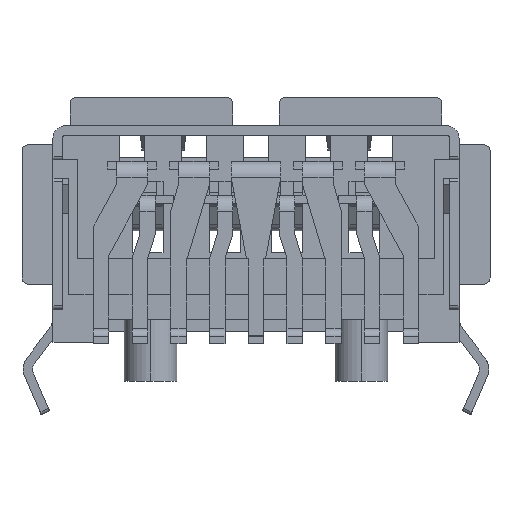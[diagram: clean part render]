
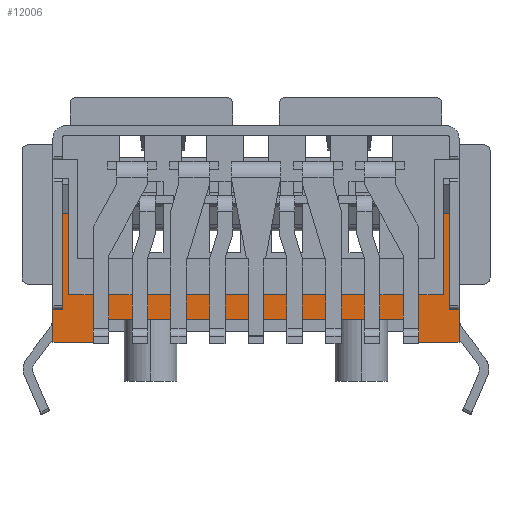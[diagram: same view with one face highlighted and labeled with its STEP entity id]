
A CAD part, left-side view. The second image highlights one B-rep face of the part: STEP entity #12006.
In plain terms, the highlighted planar face has unit normal (-1, 0, 0).
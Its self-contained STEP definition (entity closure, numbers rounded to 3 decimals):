
#325 = ORIENTED_EDGE ( 'NONE', *, *, #6137, .F. ) ;
#591 = VERTEX_POINT ( 'NONE', #24328 ) ;
#764 = AXIS2_PLACEMENT_3D ( 'NONE', #29009, #6477, #32854 ) ;
#906 = ORIENTED_EDGE ( 'NONE', *, *, #1092, .F. ) ;
#1018 = ORIENTED_EDGE ( 'NONE', *, *, #12980, .T. ) ;
#1092 = EDGE_CURVE ( 'NONE', #41145, #33782, #35153, .T. ) ;
#1328 = LINE ( 'NONE', #36523, #38969 ) ;
#2303 = CARTESIAN_POINT ( 'NONE',  ( -2., -6.55, -5.05 ) ) ;
#2873 = LINE ( 'NONE', #35515, #12899 ) ;
#3072 = DIRECTION ( 'NONE',  ( 0., -1., 0. ) ) ;
#3687 = EDGE_CURVE ( 'NONE', #19625, #21235, #2873, .T. ) ;
#4355 = EDGE_CURVE ( 'NONE', #34148, #33127, #45134, .T. ) ;
#4551 = VECTOR ( 'NONE', #16499, 1000. ) ;
#4818 = DIRECTION ( 'NONE',  ( 0., 1., 0. ) ) ;
#4862 = ORIENTED_EDGE ( 'NONE', *, *, #23561, .T. ) ;
#5034 = CARTESIAN_POINT ( 'NONE',  ( -2., -6.55, -4. ) ) ;
#5689 = LINE ( 'NONE', #45440, #34531 ) ;
#5784 = VECTOR ( 'NONE', #42407, 1000. ) ;
#6137 = EDGE_CURVE ( 'NONE', #41756, #29866, #48147, .T. ) ;
#6239 = EDGE_CURVE ( 'NONE', #21235, #26572, #34562, .T. ) ;
#6348 = ORIENTED_EDGE ( 'NONE', *, *, #42192, .T. ) ;
#6477 = DIRECTION ( 'NONE',  ( -1., 0., 0. ) ) ;
#7073 = DIRECTION ( 'NONE',  ( 0., 0., -1. ) ) ;
#8599 = CARTESIAN_POINT ( 'NONE',  ( -2., -6.25, -3.505 ) ) ;
#8727 = CARTESIAN_POINT ( 'NONE',  ( -2., 6.55, -5.05 ) ) ;
#8773 = EDGE_CURVE ( 'NONE', #47931, #41145, #9810, .T. ) ;
#8954 = EDGE_CURVE ( 'NONE', #35443, #26572, #5689, .T. ) ;
#9525 = ORIENTED_EDGE ( 'NONE', *, *, #8773, .F. ) ;
#9722 = ORIENTED_EDGE ( 'NONE', *, *, #6239, .T. ) ;
#9810 = LINE ( 'NONE', #18044, #22254 ) ;
#9876 = VECTOR ( 'NONE', #34922, 1000. ) ;
#10114 = LINE ( 'NONE', #17802, #28918 ) ;
#10419 = CARTESIAN_POINT ( 'NONE',  ( -2., -6.55, -4. ) ) ;
#12006 = ADVANCED_FACE ( 'NONE', ( #29182 ), #32679, .T. ) ;
#12575 = VECTOR ( 'NONE', #23224, 1000. ) ;
#12899 = VECTOR ( 'NONE', #24156, 1000. ) ;
#12980 = EDGE_CURVE ( 'NONE', #47931, #19625, #1328, .T. ) ;
#15167 = VECTOR ( 'NONE', #43320, 1000. ) ;
#15529 = VERTEX_POINT ( 'NONE', #10419 ) ;
#15700 = CARTESIAN_POINT ( 'NONE',  ( -2., 6.05, -3.505 ) ) ;
#16499 = DIRECTION ( 'NONE',  ( 0., 0., 1. ) ) ;
#17802 = CARTESIAN_POINT ( 'NONE',  ( -2., -6.25, -4.3 ) ) ;
#17805 = DIRECTION ( 'NONE',  ( 0., 0., -1. ) ) ;
#18044 = CARTESIAN_POINT ( 'NONE',  ( -2., 6.55, -4. ) ) ;
#18405 = ORIENTED_EDGE ( 'NONE', *, *, #4355, .T. ) ;
#18859 = LINE ( 'NONE', #19874, #38872 ) ;
#19386 = CARTESIAN_POINT ( 'NONE',  ( -2., 6.05, -3.505 ) ) ;
#19467 = DIRECTION ( 'NONE',  ( 0., 0., 1. ) ) ;
#19625 = VERTEX_POINT ( 'NONE', #8727 ) ;
#19871 = ORIENTED_EDGE ( 'NONE', *, *, #28175, .T. ) ;
#19874 = CARTESIAN_POINT ( 'NONE',  ( -2., -6.55, -5.05 ) ) ;
#20439 = CARTESIAN_POINT ( 'NONE',  ( -2., 6.25, -4.3 ) ) ;
#20448 = ORIENTED_EDGE ( 'NONE', *, *, #8954, .F. ) ;
#21228 = LINE ( 'NONE', #29607, #41233 ) ;
#21235 = VERTEX_POINT ( 'NONE', #32159 ) ;
#21441 = CARTESIAN_POINT ( 'NONE',  ( -2., -5.15, -4.3 ) ) ;
#21685 = ORIENTED_EDGE ( 'NONE', *, *, #3687, .T. ) ;
#21892 = DIRECTION ( 'NONE',  ( 0., -1., 0. ) ) ;
#22254 = VECTOR ( 'NONE', #3072, 1000. ) ;
#22257 = CARTESIAN_POINT ( 'NONE',  ( -2., 6.05, -0.905 ) ) ;
#22506 = CARTESIAN_POINT ( 'NONE',  ( -2., -6.05, -3.505 ) ) ;
#23224 = DIRECTION ( 'NONE',  ( 0., 0., 1. ) ) ;
#23349 = DIRECTION ( 'NONE',  ( 0., 1., 0. ) ) ;
#23561 = EDGE_CURVE ( 'NONE', #41756, #15529, #18859, .T. ) ;
#23702 = LINE ( 'NONE', #41980, #12575 ) ;
#23941 = VECTOR ( 'NONE', #19467, 1000. ) ;
#24156 = DIRECTION ( 'NONE',  ( 0., -1., 0. ) ) ;
#24328 = CARTESIAN_POINT ( 'NONE',  ( -2., -6.25, -0.905 ) ) ;
#24459 = ORIENTED_EDGE ( 'NONE', *, *, #47158, .F. ) ;
#24948 = VECTOR ( 'NONE', #23349, 1000. ) ;
#26572 = VERTEX_POINT ( 'NONE', #43313 ) ;
#26919 = VECTOR ( 'NONE', #21892, 1000. ) ;
#27479 = VERTEX_POINT ( 'NONE', #22506 ) ;
#28175 = EDGE_CURVE ( 'NONE', #27479, #34148, #31062, .T. ) ;
#28462 = CARTESIAN_POINT ( 'NONE',  ( -2., 6.25, -0.905 ) ) ;
#28918 = VECTOR ( 'NONE', #29091, 1000. ) ;
#29009 = CARTESIAN_POINT ( 'NONE',  ( -2., -6.25, -4.3 ) ) ;
#29084 = CARTESIAN_POINT ( 'NONE',  ( -2., -6.05, -0.905 ) ) ;
#29091 = DIRECTION ( 'NONE',  ( 0., 0., 1. ) ) ;
#29182 = FACE_OUTER_BOUND ( 'NONE', #47018, .T. ) ;
#29607 = CARTESIAN_POINT ( 'NONE',  ( -2., -6.05, -0.905 ) ) ;
#29866 = VERTEX_POINT ( 'NONE', #46368 ) ;
#31062 = LINE ( 'NONE', #8599, #9876 ) ;
#31136 = CARTESIAN_POINT ( 'NONE',  ( -2., -6.25, -5.05 ) ) ;
#32159 = CARTESIAN_POINT ( 'NONE',  ( -2., 5.15, -5.05 ) ) ;
#32679 = PLANE ( 'NONE',  #764 ) ;
#32854 = DIRECTION ( 'NONE',  ( 0., 1., 0. ) ) ;
#32927 = VERTEX_POINT ( 'NONE', #43314 ) ;
#33127 = VERTEX_POINT ( 'NONE', #22257 ) ;
#33782 = VERTEX_POINT ( 'NONE', #28462 ) ;
#34148 = VERTEX_POINT ( 'NONE', #19386 ) ;
#34223 = ORIENTED_EDGE ( 'NONE', *, *, #43210, .T. ) ;
#34239 = ORIENTED_EDGE ( 'NONE', *, *, #48660, .T. ) ;
#34531 = VECTOR ( 'NONE', #41684, 1000. ) ;
#34562 = LINE ( 'NONE', #39025, #4551 ) ;
#34922 = DIRECTION ( 'NONE',  ( 0., 1., 0. ) ) ;
#34960 = LINE ( 'NONE', #38315, #24948 ) ;
#35153 = LINE ( 'NONE', #20439, #15167 ) ;
#35443 = VERTEX_POINT ( 'NONE', #21441 ) ;
#35515 = CARTESIAN_POINT ( 'NONE',  ( -2., 6.25, -5.05 ) ) ;
#36523 = CARTESIAN_POINT ( 'NONE',  ( -2., 6.55, -4. ) ) ;
#36966 = LINE ( 'NONE', #29084, #26919 ) ;
#38235 = CARTESIAN_POINT ( 'NONE',  ( -2., 6.55, -4. ) ) ;
#38315 = CARTESIAN_POINT ( 'NONE',  ( -2., 6.05, -0.905 ) ) ;
#38872 = VECTOR ( 'NONE', #46222, 1000. ) ;
#38969 = VECTOR ( 'NONE', #17805, 1000. ) ;
#39025 = CARTESIAN_POINT ( 'NONE',  ( -2., 5.15, -5.05 ) ) ;
#40590 = ORIENTED_EDGE ( 'NONE', *, *, #48497, .F. ) ;
#41145 = VERTEX_POINT ( 'NONE', #42480 ) ;
#41233 = VECTOR ( 'NONE', #7073, 1000. ) ;
#41684 = DIRECTION ( 'NONE',  ( 0., 1., 0. ) ) ;
#41756 = VERTEX_POINT ( 'NONE', #2303 ) ;
#41980 = CARTESIAN_POINT ( 'NONE',  ( -2., -5.15, -5.05 ) ) ;
#42192 = EDGE_CURVE ( 'NONE', #15529, #43727, #44633, .T. ) ;
#42407 = DIRECTION ( 'NONE',  ( 0., 1., 0. ) ) ;
#42480 = CARTESIAN_POINT ( 'NONE',  ( -2., 6.25, -4. ) ) ;
#42712 = ORIENTED_EDGE ( 'NONE', *, *, #45396, .T. ) ;
#43210 = EDGE_CURVE ( 'NONE', #33127, #33782, #34960, .T. ) ;
#43313 = CARTESIAN_POINT ( 'NONE',  ( -2., 5.15, -4.3 ) ) ;
#43314 = CARTESIAN_POINT ( 'NONE',  ( -2., -6.05, -0.905 ) ) ;
#43320 = DIRECTION ( 'NONE',  ( 0., 0., 1. ) ) ;
#43727 = VERTEX_POINT ( 'NONE', #46015 ) ;
#44633 = LINE ( 'NONE', #5034, #5784 ) ;
#45134 = LINE ( 'NONE', #15700, #23941 ) ;
#45396 = EDGE_CURVE ( 'NONE', #32927, #27479, #21228, .T. ) ;
#45440 = CARTESIAN_POINT ( 'NONE',  ( -2., -6.25, -4.3 ) ) ;
#46015 = CARTESIAN_POINT ( 'NONE',  ( -2., -6.25, -4. ) ) ;
#46222 = DIRECTION ( 'NONE',  ( 0., 0., 1. ) ) ;
#46368 = CARTESIAN_POINT ( 'NONE',  ( -2., -5.15, -5.05 ) ) ;
#46978 = VECTOR ( 'NONE', #4818, 1000. ) ;
#47018 = EDGE_LOOP ( 'NONE', ( #20448, #40590, #325, #4862, #6348, #34239, #24459, #42712, #19871, #18405, #34223, #906, #9525, #1018, #21685, #9722 ) ) ;
#47158 = EDGE_CURVE ( 'NONE', #32927, #591, #36966, .T. ) ;
#47931 = VERTEX_POINT ( 'NONE', #38235 ) ;
#48147 = LINE ( 'NONE', #31136, #46978 ) ;
#48497 = EDGE_CURVE ( 'NONE', #29866, #35443, #23702, .T. ) ;
#48660 = EDGE_CURVE ( 'NONE', #43727, #591, #10114, .T. ) ;
